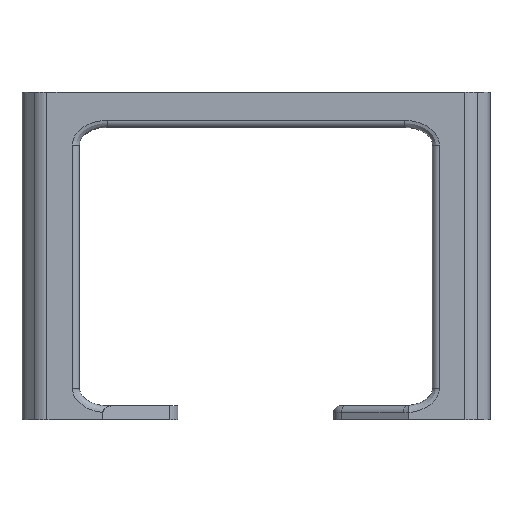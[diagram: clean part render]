
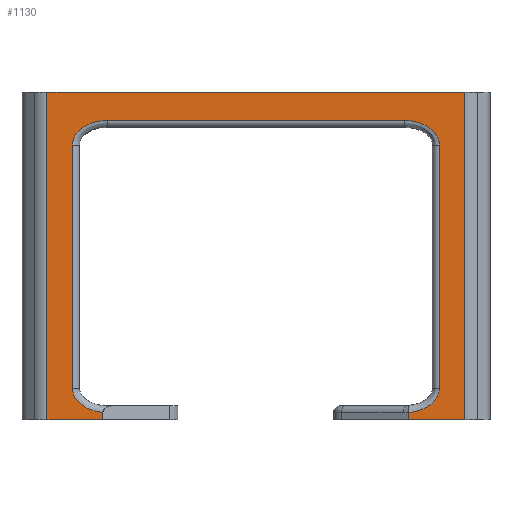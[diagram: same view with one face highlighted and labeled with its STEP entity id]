
A CAD part, left-side view. The second image highlights one B-rep face of the part: STEP entity #1130.
In plain terms, the highlighted planar face has unit normal (-1, 0, 0).
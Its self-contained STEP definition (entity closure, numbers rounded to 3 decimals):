
#15 = EDGE_CURVE ( 'NONE', #623, #1571, #2601, .T. ) ;
#22 = LINE ( 'NONE', #220, #280 ) ;
#40 = VECTOR ( 'NONE', #1808, 1000. ) ;
#54 = FACE_OUTER_BOUND ( 'NONE', #733, .T. ) ;
#115 = CARTESIAN_POINT ( 'NONE',  ( -60.777, -42.244, 85.04 ) ) ;
#189 = VECTOR ( 'NONE', #1033, 1000. ) ;
#197 = EDGE_CURVE ( 'NONE', #949, #2290, #1647, .T. ) ;
#220 = CARTESIAN_POINT ( 'NONE',  ( -60.803, 59.355, 93.04 ) ) ;
#280 = VECTOR ( 'NONE', #936, 1000. ) ;
#290 = DIRECTION ( 'NONE',  ( 0., 0., 1. ) ) ;
#299 = EDGE_CURVE ( 'NONE', #2711, #934, #1050, .T. ) ;
#341 = CARTESIAN_POINT ( 'NONE',  ( -60.801, 52.112, 9. ) ) ;
#347 = CARTESIAN_POINT ( 'NONE',  ( -60.774, -52.143, 93.04 ) ) ;
#411 = CARTESIAN_POINT ( 'NONE',  ( -60.777, -43.473, 2.054 ) ) ;
#444 = CARTESIAN_POINT ( 'NONE',  ( -60.801, 52.112, 78.04 ) ) ;
#445 = CARTESIAN_POINT ( 'NONE',  ( -60.801, 52.112, 93.04 ) ) ;
#450 = CARTESIAN_POINT ( 'NONE',  ( -60.774, -52.143, 78.04 ) ) ;
#499 = EDGE_CURVE ( 'NONE', #2754, #1459, #2022, .T. ) ;
#532 =( BOUNDED_CURVE ( )  B_SPLINE_CURVE ( 3, ( #1713, #1046, #1470, #341 ),
 .UNSPECIFIED., .F., .T. ) 
 B_SPLINE_CURVE_WITH_KNOTS ( ( 4, 4 ),
 ( 4.84, 6.283 ),
 .UNSPECIFIED. ) 
 CURVE ( )  GEOMETRIC_REPRESENTATION_ITEM ( )  RATIONAL_B_SPLINE_CURVE ( ( 1., 0.834, 0.834, 1. ) ) 
 REPRESENTATION_ITEM ( '' )  );
#540 = DIRECTION ( 'NONE',  ( 0., 0., -1. ) ) ;
#623 = VERTEX_POINT ( 'NONE', #702 ) ;
#655 = CARTESIAN_POINT ( 'NONE',  ( -60.775, -48.043, 85.04 ) ) ;
#668 = ORIENTED_EDGE ( 'NONE', *, *, #2379, .T. ) ;
#702 = CARTESIAN_POINT ( 'NONE',  ( -60.799, 43.476, 0. ) ) ;
#715 = DIRECTION ( 'NONE',  ( 0., 1., 0. ) ) ;
#733 = EDGE_LOOP ( 'NONE', ( #1842, #1404, #2899, #925, #2427, #1592, #2635, #2513, #1605, #1339, #1185, #1741, #1306, #668 ) ) ;
#763 = EDGE_CURVE ( 'NONE', #934, #1332, #1398, .T. ) ;
#764 = EDGE_CURVE ( 'NONE', #949, #2262, #1928, .T. ) ;
#810 = CARTESIAN_POINT ( 'NONE',  ( -60.788, -0.016, 0. ) ) ;
#826 = VERTEX_POINT ( 'NONE', #2854 ) ;
#830 = CARTESIAN_POINT ( 'NONE',  ( -60.777, -43.473, 2.054 ) ) ;
#899 = CARTESIAN_POINT ( 'NONE',  ( -60.774, -52.143, 82.141 ) ) ;
#916 = VECTOR ( 'NONE', #715, 1000. ) ;
#925 = ORIENTED_EDGE ( 'NONE', *, *, #764, .F. ) ;
#934 = VERTEX_POINT ( 'NONE', #2684 ) ;
#936 = DIRECTION ( 'NONE',  ( 0., 0., -1. ) ) ;
#949 = VERTEX_POINT ( 'NONE', #1124 ) ;
#984 = EDGE_CURVE ( 'NONE', #1492, #826, #2926, .T. ) ;
#997 = CARTESIAN_POINT ( 'NONE',  ( -60.777, -43.473, -6.96 ) ) ;
#1033 = DIRECTION ( 'NONE',  ( 0., 1., 0. ) ) ;
#1046 = CARTESIAN_POINT ( 'NONE',  ( -60.8, 48.66, 2.529 ) ) ;
#1050 = LINE ( 'NONE', #347, #2176 ) ;
#1058 = VECTOR ( 'NONE', #2621, 1000. ) ;
#1065 = CARTESIAN_POINT ( 'NONE',  ( -60.777, -43.473, 0. ) ) ;
#1098 = CARTESIAN_POINT ( 'NONE',  ( -60.798, 42.213, 85.04 ) ) ;
#1115 = CARTESIAN_POINT ( 'NONE',  ( -60.799, 43.476, 2.057 ) ) ;
#1124 = CARTESIAN_POINT ( 'NONE',  ( -60.773, -59.386, 0. ) ) ;
#1130 = ADVANCED_FACE ( 'NONE', ( #54 ), #1666, .F. ) ;
#1151 = AXIS2_PLACEMENT_3D ( 'NONE', #2603, #2971, #2587 ) ;
#1179 = EDGE_CURVE ( 'NONE', #2262, #1332, #2811, .T. ) ;
#1185 = ORIENTED_EDGE ( 'NONE', *, *, #984, .T. ) ;
#1228 = CARTESIAN_POINT ( 'NONE',  ( -60.803, 61.426, 93.04 ) ) ;
#1279 = CARTESIAN_POINT ( 'NONE',  ( -60.803, 59.355, 0. ) ) ;
#1306 = ORIENTED_EDGE ( 'NONE', *, *, #499, .T. ) ;
#1315 = EDGE_CURVE ( 'NONE', #1969, #2960, #22, .T. ) ;
#1332 = VERTEX_POINT ( 'NONE', #411 ) ;
#1339 = ORIENTED_EDGE ( 'NONE', *, *, #2206, .T. ) ;
#1361 = CARTESIAN_POINT ( 'NONE',  ( -60.798, 42.213, 85.04 ) ) ;
#1398 =( BOUNDED_CURVE ( )  B_SPLINE_CURVE ( 3, ( #1701, #2867, #2887, #830 ),
 .UNSPECIFIED., .F., .F. ) 
 B_SPLINE_CURVE_WITH_KNOTS ( ( 4, 4 ),
 ( 3.142, 4.588 ),
 .UNSPECIFIED. ) 
 CURVE ( )  GEOMETRIC_REPRESENTATION_ITEM ( )  RATIONAL_B_SPLINE_CURVE ( ( 1., 0.833, 0.833, 1. ) ) 
 REPRESENTATION_ITEM ( '' )  );
#1404 = ORIENTED_EDGE ( 'NONE', *, *, #763, .T. ) ;
#1459 = VERTEX_POINT ( 'NONE', #115 ) ;
#1470 = CARTESIAN_POINT ( 'NONE',  ( -60.801, 52.112, 5.304 ) ) ;
#1492 = VERTEX_POINT ( 'NONE', #2730 ) ;
#1536 = CARTESIAN_POINT ( 'NONE',  ( -60.803, 59.355, 93.04 ) ) ;
#1551 = CARTESIAN_POINT ( 'NONE',  ( -60.774, -52.143, 78.04 ) ) ;
#1571 = VERTEX_POINT ( 'NONE', #1115 ) ;
#1592 = ORIENTED_EDGE ( 'NONE', *, *, #2231, .F. ) ;
#1605 = ORIENTED_EDGE ( 'NONE', *, *, #15, .T. ) ;
#1647 = LINE ( 'NONE', #2316, #2508 ) ;
#1657 =( BOUNDED_CURVE ( )  B_SPLINE_CURVE ( 3, ( #2725, #655, #899, #1551 ),
 .UNSPECIFIED., .F., .T. ) 
 B_SPLINE_CURVE_WITH_KNOTS ( ( 4, 4 ),
 ( 4.712, 6.283 ),
 .UNSPECIFIED. ) 
 CURVE ( )  GEOMETRIC_REPRESENTATION_ITEM ( )  RATIONAL_B_SPLINE_CURVE ( ( 1., 0.805, 0.805, 1. ) ) 
 REPRESENTATION_ITEM ( '' )  );
#1666 = PLANE ( 'NONE',  #1151 ) ;
#1670 = CARTESIAN_POINT ( 'NONE',  ( -60.788, -0.016, 0. ) ) ;
#1701 = CARTESIAN_POINT ( 'NONE',  ( -60.774, -52.143, 9. ) ) ;
#1713 = CARTESIAN_POINT ( 'NONE',  ( -60.799, 43.476, 2.057 ) ) ;
#1731 = VECTOR ( 'NONE', #2837, 1000. ) ;
#1741 = ORIENTED_EDGE ( 'NONE', *, *, #2396, .T. ) ;
#1793 = CARTESIAN_POINT ( 'NONE',  ( -60.803, 61.426, 85.04 ) ) ;
#1803 = CARTESIAN_POINT ( 'NONE',  ( -60.8, 48.012, 85.04 ) ) ;
#1806 = LINE ( 'NONE', #1670, #916 ) ;
#1808 = DIRECTION ( 'NONE',  ( 0., -1., 0. ) ) ;
#1842 = ORIENTED_EDGE ( 'NONE', *, *, #299, .T. ) ;
#1860 = CARTESIAN_POINT ( 'NONE',  ( -60.799, 43.476, -6.96 ) ) ;
#1909 = VECTOR ( 'NONE', #290, 1000. ) ;
#1928 = LINE ( 'NONE', #810, #189 ) ;
#1969 = VERTEX_POINT ( 'NONE', #1536 ) ;
#2022 = LINE ( 'NONE', #1793, #40 ) ;
#2040 = EDGE_CURVE ( 'NONE', #623, #2960, #1806, .T. ) ;
#2176 = VECTOR ( 'NONE', #540, 1000. ) ;
#2206 = EDGE_CURVE ( 'NONE', #1571, #1492, #532, .T. ) ;
#2231 = EDGE_CURVE ( 'NONE', #1969, #2290, #2669, .T. ) ;
#2262 = VERTEX_POINT ( 'NONE', #1065 ) ;
#2290 = VERTEX_POINT ( 'NONE', #2853 ) ;
#2316 = CARTESIAN_POINT ( 'NONE',  ( -60.773, -59.386, 93.04 ) ) ;
#2379 = EDGE_CURVE ( 'NONE', #1459, #2711, #1657, .T. ) ;
#2396 = EDGE_CURVE ( 'NONE', #826, #2754, #2683, .T. ) ;
#2427 = ORIENTED_EDGE ( 'NONE', *, *, #197, .T. ) ;
#2476 = CARTESIAN_POINT ( 'NONE',  ( -60.801, 52.112, 82.141 ) ) ;
#2508 = VECTOR ( 'NONE', #2597, 1000. ) ;
#2513 = ORIENTED_EDGE ( 'NONE', *, *, #2040, .F. ) ;
#2587 = DIRECTION ( 'NONE',  ( 0., 1., 0. ) ) ;
#2597 = DIRECTION ( 'NONE',  ( 0., 0., 1. ) ) ;
#2601 = LINE ( 'NONE', #1860, #1909 ) ;
#2603 = CARTESIAN_POINT ( 'NONE',  ( -60.803, 61.426, 93.04 ) ) ;
#2621 = DIRECTION ( 'NONE',  ( 0., -1., 0. ) ) ;
#2635 = ORIENTED_EDGE ( 'NONE', *, *, #1315, .T. ) ;
#2669 = LINE ( 'NONE', #1228, #1058 ) ;
#2683 =( BOUNDED_CURVE ( )  B_SPLINE_CURVE ( 3, ( #444, #2476, #1803, #1361 ),
 .UNSPECIFIED., .F., .F. ) 
 B_SPLINE_CURVE_WITH_KNOTS ( ( 4, 4 ),
 ( 3.142, 4.712 ),
 .UNSPECIFIED. ) 
 CURVE ( )  GEOMETRIC_REPRESENTATION_ITEM ( )  RATIONAL_B_SPLINE_CURVE ( ( 1., 0.805, 0.805, 1. ) ) 
 REPRESENTATION_ITEM ( '' )  );
#2684 = CARTESIAN_POINT ( 'NONE',  ( -60.774, -52.143, 9. ) ) ;
#2711 = VERTEX_POINT ( 'NONE', #450 ) ;
#2725 = CARTESIAN_POINT ( 'NONE',  ( -60.777, -42.244, 85.04 ) ) ;
#2730 = CARTESIAN_POINT ( 'NONE',  ( -60.801, 52.112, 9. ) ) ;
#2743 = VECTOR ( 'NONE', #2942, 1000. ) ;
#2754 = VERTEX_POINT ( 'NONE', #1098 ) ;
#2811 = LINE ( 'NONE', #997, #1731 ) ;
#2837 = DIRECTION ( 'NONE',  ( 0., 0., 1. ) ) ;
#2853 = CARTESIAN_POINT ( 'NONE',  ( -60.773, -59.386, 93.04 ) ) ;
#2854 = CARTESIAN_POINT ( 'NONE',  ( -60.801, 52.112, 78.04 ) ) ;
#2867 = CARTESIAN_POINT ( 'NONE',  ( -60.774, -52.143, 5.294 ) ) ;
#2887 = CARTESIAN_POINT ( 'NONE',  ( -60.775, -48.675, 2.515 ) ) ;
#2899 = ORIENTED_EDGE ( 'NONE', *, *, #1179, .F. ) ;
#2926 = LINE ( 'NONE', #445, #2743 ) ;
#2942 = DIRECTION ( 'NONE',  ( 0., 0., 1. ) ) ;
#2960 = VERTEX_POINT ( 'NONE', #1279 ) ;
#2971 = DIRECTION ( 'NONE',  ( 1., 0., 0. ) ) ;
